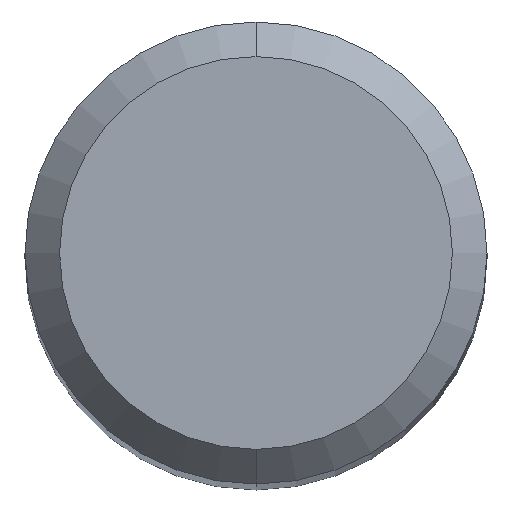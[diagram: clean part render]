
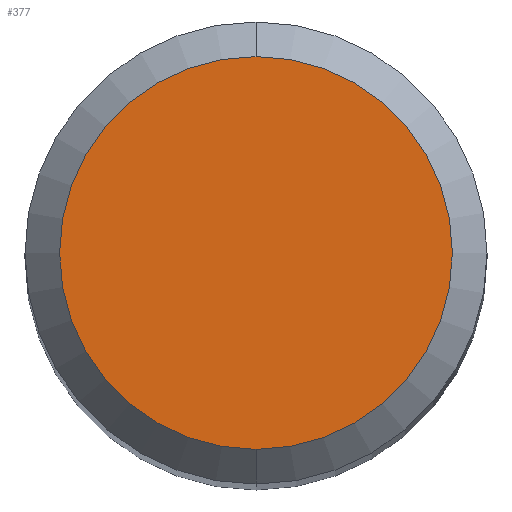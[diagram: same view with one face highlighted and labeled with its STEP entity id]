
A CAD part, top view. The second image highlights one B-rep face of the part: STEP entity #377.
In plain terms, the highlighted planar face has unit normal (0, 0, 1).
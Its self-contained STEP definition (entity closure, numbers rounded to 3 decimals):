
#377=ADVANCED_FACE('',(#1043),#1044,.T.);
#393=VERTEX_POINT('',#1061);
#909=VERTEX_POINT('',#1625);
#921=EDGE_CURVE('',#393,#909,#1638,.T.);
#971=EDGE_CURVE('',#909,#393,#1692,.T.);
#1043=FACE_OUTER_BOUND('',#1832,.T.);
#1044=PLANE('',#1833);
#1061=CARTESIAN_POINT('',(0.0,1.7,0.0));
#1625=CARTESIAN_POINT('',(0.,-1.7,0.0));
#1638=CIRCLE('',#4229,1.7);
#1692=CIRCLE('',#4448,1.7);
#1832=EDGE_LOOP('',(#4559,#4560));
#1833=AXIS2_PLACEMENT_3D('',#4561,#4562,#4563);
#4229=AXIS2_PLACEMENT_3D('',#5227,#5228,#5229);
#4448=AXIS2_PLACEMENT_3D('',#5280,#5281,#5282);
#4559=ORIENTED_EDGE('',*,*,#921,.F.);
#4560=ORIENTED_EDGE('',*,*,#971,.F.);
#4561=CARTESIAN_POINT('',(0.0,0.85,0.0));
#4562=DIRECTION('',(-0.0,0.0,1.0));
#4563=DIRECTION('',(0.0,-1.0,0.0));
#5227=CARTESIAN_POINT('',(0.0,0.0,0.0));
#5228=DIRECTION('',(0.0,0.0,-1.0));
#5229=DIRECTION('',(0.0,1.0,0.0));
#5280=CARTESIAN_POINT('',(0.0,0.0,0.0));
#5281=DIRECTION('',(0.0,0.0,-1.0));
#5282=DIRECTION('',(0.0,1.0,0.0));
